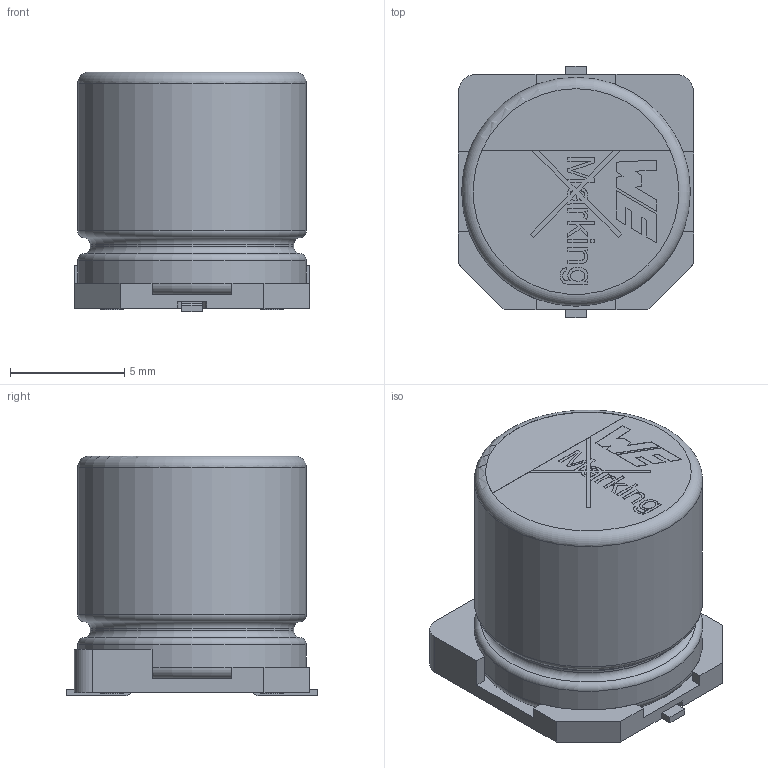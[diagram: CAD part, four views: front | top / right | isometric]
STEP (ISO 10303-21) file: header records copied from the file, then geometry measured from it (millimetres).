
FILE_DESCRIPTION(/* description */ ('Unknown'),/* implementation_level */ '2;1');
FILE_NAME(/* name */ '10x10.5x4.5',/* time_stamp */ '2020-06-04T14:12:48+02:00',/* author */ ('Unknown'),/* organization */ ('Unknown'),/* preprocessor_version */ 'ST-DEVELOPER v16.7',/* originating_system */ 'DEX',/* authorisation */ $);
FILE_SCHEMA (('AUTOMOTIVE_DESIGN {1 0 10303 214 3 1 1}'));
Length unit declared in the file: millimetre
Products named in the file (3): 10x10.5x4.5; capicitor_10x10.5x4.5; Base_F10Capacitor
Assembly tree (2 placements, depth 2):
  10x10.5x4.5
    capicitor_10x10.5x4.5
    Base_F10Capacitor
Bounding box: 10.3 x 11 x 10.5 mm (x, y, z)
Volume: 818.5 mm3; surface area: 773.9 mm2
Topology: 2 solids, 2 shells, 247 faces, 634 edges, 420 vertices
Faces by surface type: plane 177, cylinder 39, bspline 24, torus 7
Full cylindrical faces by diameter (mm): 1 x6, 1.2 x2, 1.25 x1, 1.45 x1, 2.45 x1, 2.65 x1, 3.65 x1, 3.85 x1, 7 x1, 8.9 x1, 10 x2
Entity records: 9601 total; most frequent: CARTESIAN_POINT 2525, ORIENTED_EDGE 1196, DIRECTION 1000, EDGE_CURVE 598, VERTEX_POINT 410, LINE 354, VECTOR 354, AXIS2_PLACEMENT_3D 323
